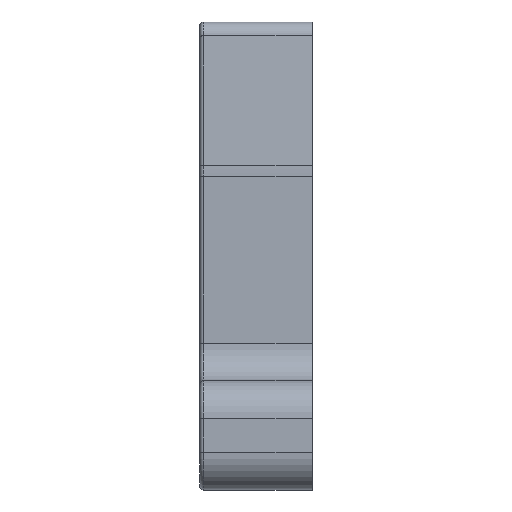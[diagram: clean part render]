
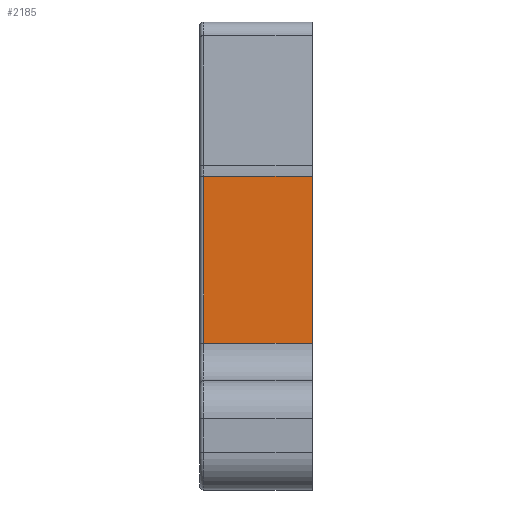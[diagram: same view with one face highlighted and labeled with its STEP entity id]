
A CAD part, left-side view. The second image highlights one B-rep face of the part: STEP entity #2185.
In plain terms, the highlighted planar face has unit normal (-1, 0, 0).
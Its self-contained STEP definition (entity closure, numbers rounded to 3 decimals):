
#180 = ORIENTED_EDGE ( 'NONE', *, *, #2699, .F. ) ;
#495 = DIRECTION ( 'NONE',  ( 0., 1., 0. ) ) ;
#645 = CARTESIAN_POINT ( 'NONE',  ( 411.6, 17.95, -348.5 ) ) ;
#710 = EDGE_CURVE ( 'NONE', #1880, #3676, #2184, .T. ) ;
#712 = LINE ( 'NONE', #4239, #1395 ) ;
#813 = EDGE_CURVE ( 'NONE', #4059, #1880, #2136, .T. ) ;
#1031 = EDGE_CURVE ( 'NONE', #3156, #4059, #712, .T. ) ;
#1142 = VECTOR ( 'NONE', #2753, 1000. ) ;
#1179 = VECTOR ( 'NONE', #3667, 1000. ) ;
#1353 = DIRECTION ( 'NONE',  ( 0., -1., 0. ) ) ;
#1392 = VECTOR ( 'NONE', #1353, 1000. ) ;
#1395 = VECTOR ( 'NONE', #495, 1000. ) ;
#1737 = CARTESIAN_POINT ( 'NONE',  ( 411.6, 3., -348.5 ) ) ;
#1742 = CARTESIAN_POINT ( 'NONE',  ( 411.6, 17.45, -325.571 ) ) ;
#1880 = VERTEX_POINT ( 'NONE', #3091 ) ;
#2095 = ORIENTED_EDGE ( 'NONE', *, *, #1031, .T. ) ;
#2136 = LINE ( 'NONE', #1742, #1142 ) ;
#2162 = ORIENTED_EDGE ( 'NONE', *, *, #813, .T. ) ;
#2184 = LINE ( 'NONE', #645, #1392 ) ;
#2185 = ADVANCED_FACE ( 'NONE', ( #3416 ), #3236, .T. ) ;
#2699 = EDGE_CURVE ( 'NONE', #3156, #3676, #2910, .T. ) ;
#2753 = DIRECTION ( 'NONE',  ( 0., 0., -1. ) ) ;
#2789 = ORIENTED_EDGE ( 'NONE', *, *, #710, .T. ) ;
#2910 = LINE ( 'NONE', #3003, #1179 ) ;
#2960 = DIRECTION ( 'NONE',  ( -1., 0., 0. ) ) ;
#3003 = CARTESIAN_POINT ( 'NONE',  ( 411.6, 3., -325.571 ) ) ;
#3091 = CARTESIAN_POINT ( 'NONE',  ( 411.6, 17.45, -348.5 ) ) ;
#3132 = AXIS2_PLACEMENT_3D ( 'NONE', #3268, #2960, #3601 ) ;
#3156 = VERTEX_POINT ( 'NONE', #3814 ) ;
#3236 = PLANE ( 'NONE',  #3132 ) ;
#3268 = CARTESIAN_POINT ( 'NONE',  ( 411.6, 17.95, -325.571 ) ) ;
#3308 = EDGE_LOOP ( 'NONE', ( #2095, #2162, #2789, #180 ) ) ;
#3416 = FACE_OUTER_BOUND ( 'NONE', #3308, .T. ) ;
#3601 = DIRECTION ( 'NONE',  ( 0., 0., 1. ) ) ;
#3667 = DIRECTION ( 'NONE',  ( 0., 0., -1. ) ) ;
#3676 = VERTEX_POINT ( 'NONE', #1737 ) ;
#3737 = CARTESIAN_POINT ( 'NONE',  ( 411.6, 17.45, -326.311 ) ) ;
#3814 = CARTESIAN_POINT ( 'NONE',  ( 411.6, 3., -326.311 ) ) ;
#4059 = VERTEX_POINT ( 'NONE', #3737 ) ;
#4239 = CARTESIAN_POINT ( 'NONE',  ( 411.6, 17.95, -326.311 ) ) ;
